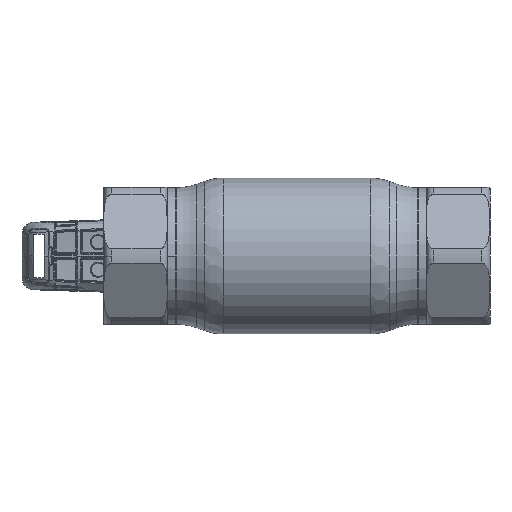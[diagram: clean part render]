
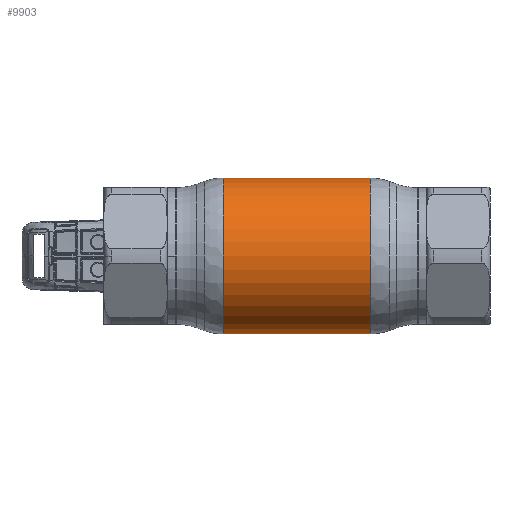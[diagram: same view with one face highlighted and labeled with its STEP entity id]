
A CAD part, front view. The second image highlights one B-rep face of the part: STEP entity #9903.
In plain terms, the highlighted cylindrical face has radius 28.25 mm (diameter 56.5 mm), a partial arc.
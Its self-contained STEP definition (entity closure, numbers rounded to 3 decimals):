
#758 = CIRCLE ( 'NONE', #41254, 28.25 ) ;
#1665 = FACE_OUTER_BOUND ( 'NONE', #35807, .T. ) ;
#2391 = CYLINDRICAL_SURFACE ( 'NONE', #14498, 28.25 ) ;
#2590 = VERTEX_POINT ( 'NONE', #59225 ) ;
#3244 = ORIENTED_EDGE ( 'NONE', *, *, #20706, .F. ) ;
#3459 = CIRCLE ( 'NONE', #16662, 28.25 ) ;
#6085 = DIRECTION ( 'NONE',  ( -1., 0., 0. ) ) ;
#6942 = DIRECTION ( 'NONE',  ( 0., 0., 1. ) ) ;
#7069 = EDGE_CURVE ( 'NONE', #38133, #16372, #50210, .T. ) ;
#7422 = CARTESIAN_POINT ( 'NONE',  ( -62.69, 0., 28.25 ) ) ;
#9903 = ADVANCED_FACE ( 'NONE', ( #1665 ), #2391, .T. ) ;
#13111 = CARTESIAN_POINT ( 'NONE',  ( 26.673, 0., -28.25 ) ) ;
#13266 = DIRECTION ( 'NONE',  ( -1., 0., 0. ) ) ;
#14498 = AXIS2_PLACEMENT_3D ( 'NONE', #16325, #45124, #6942 ) ;
#15129 = VECTOR ( 'NONE', #59798, 1000. ) ;
#16325 = CARTESIAN_POINT ( 'NONE',  ( -62.69, 0., 0. ) ) ;
#16372 = VERTEX_POINT ( 'NONE', #47750 ) ;
#16662 = AXIS2_PLACEMENT_3D ( 'NONE', #43403, #53234, #43816 ) ;
#19500 = LINE ( 'NONE', #7422, #45584 ) ;
#20706 = EDGE_CURVE ( 'NONE', #16372, #2590, #3459, .T. ) ;
#21560 = CARTESIAN_POINT ( 'NONE',  ( 26.673, 0., 0. ) ) ;
#21617 = CARTESIAN_POINT ( 'NONE',  ( -62.69, 0., -28.25 ) ) ;
#24332 = EDGE_CURVE ( 'NONE', #50865, #2590, #19500, .T. ) ;
#31618 = ORIENTED_EDGE ( 'NONE', *, *, #24332, .T. ) ;
#35807 = EDGE_LOOP ( 'NONE', ( #36031, #43265, #31618, #3244 ) ) ;
#36031 = ORIENTED_EDGE ( 'NONE', *, *, #7069, .F. ) ;
#38133 = VERTEX_POINT ( 'NONE', #13111 ) ;
#41124 = DIRECTION ( 'NONE',  ( 0., 0., 1. ) ) ;
#41254 = AXIS2_PLACEMENT_3D ( 'NONE', #21560, #6085, #41124 ) ;
#41889 = EDGE_CURVE ( 'NONE', #38133, #50865, #758, .T. ) ;
#43265 = ORIENTED_EDGE ( 'NONE', *, *, #41889, .T. ) ;
#43403 = CARTESIAN_POINT ( 'NONE',  ( -26.673, 0., 0. ) ) ;
#43816 = DIRECTION ( 'NONE',  ( 0., 0., 1. ) ) ;
#45124 = DIRECTION ( 'NONE',  ( -1., 0., 0. ) ) ;
#45584 = VECTOR ( 'NONE', #13266, 1000. ) ;
#47750 = CARTESIAN_POINT ( 'NONE',  ( -26.673, 0., -28.25 ) ) ;
#50210 = LINE ( 'NONE', #21617, #15129 ) ;
#50865 = VERTEX_POINT ( 'NONE', #53026 ) ;
#53026 = CARTESIAN_POINT ( 'NONE',  ( 26.673, 0., 28.25 ) ) ;
#53234 = DIRECTION ( 'NONE',  ( -1., 0., 0. ) ) ;
#59225 = CARTESIAN_POINT ( 'NONE',  ( -26.673, 0., 28.25 ) ) ;
#59798 = DIRECTION ( 'NONE',  ( -1., 0., 0. ) ) ;
